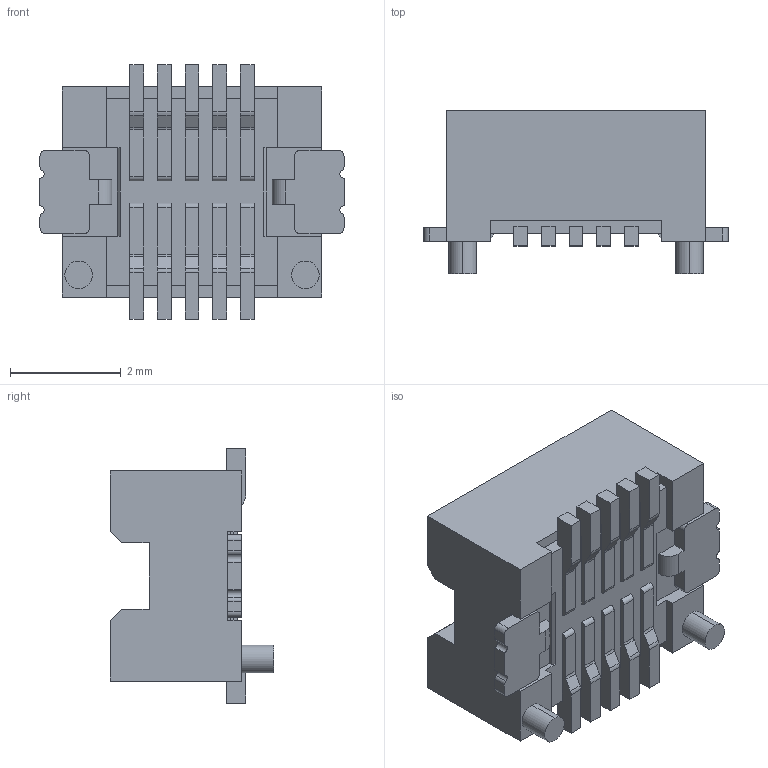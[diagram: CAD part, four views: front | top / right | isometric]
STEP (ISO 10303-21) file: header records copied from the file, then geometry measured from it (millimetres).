
FILE_DESCRIPTION (( 'STEP AP214' ), '1' );
FILE_NAME ('10132797-011100LF.STEP', '2023-05-08T20:25:08', ( '' ), ( '' ), 'SwSTEP 2.0', 'SolidWorks 2021', '' );
FILE_SCHEMA (( 'AUTOMOTIVE_DESIGN' ));
Length unit declared in the file: millimetre
Products named in the file (1): 10132797-011100LF
Bounding box: 5.5 x 2.95 x 4.6 mm (x, y, z)
Volume: 24.7 mm3; surface area: 126.9 mm2
Topology: 13 solids, 13 shells, 232 faces, 600 edges, 396 vertices
Faces by surface type: plane 180, cylinder 52
Entity records: 7154 total; most frequent: CARTESIAN_POINT 1229, ORIENTED_EDGE 1200, DIRECTION 1170, EDGE_CURVE 600, VECTOR 496, LINE 496, VERTEX_POINT 396, AXIS2_PLACEMENT_3D 337
